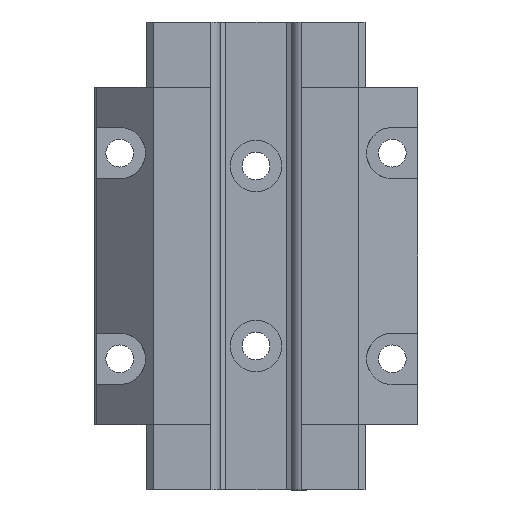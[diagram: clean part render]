
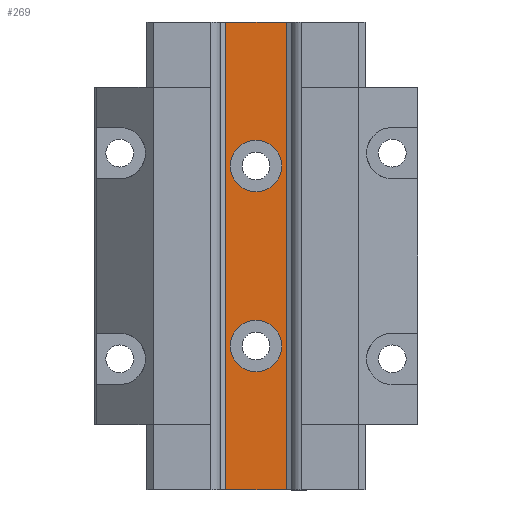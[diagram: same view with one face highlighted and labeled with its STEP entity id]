
A CAD part, front view. The second image highlights one B-rep face of the part: STEP entity #269.
In plain terms, the highlighted planar face has unit normal (0, -1, 0).
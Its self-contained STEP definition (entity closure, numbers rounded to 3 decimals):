
#269 = ADVANCED_FACE ( 'NONE', ( #9845, #9844, #9849 ), #6296, .F. ) ;
#521 = AXIS2_PLACEMENT_3D ( 'NONE', #4909, #4913, #4914 ) ;
#523 = AXIS2_PLACEMENT_3D ( 'NONE', #4906, #4915, #4916 ) ;
#1273 = CARTESIAN_POINT ( 'NONE',  ( -9.038, -9.15, 45.5 ) ) ;
#1275 = CARTESIAN_POINT ( 'NONE',  ( 9.038, -9.15, 45.5 ) ) ;
#1331 = CARTESIAN_POINT ( 'NONE',  ( -9.038, -9.15, -45.5 ) ) ;
#1336 = CARTESIAN_POINT ( 'NONE',  ( 9.038, -9.15, -45.5 ) ) ;
#4856 = CARTESIAN_POINT ( 'NONE',  ( 9.038, -9.15, 45.5 ) ) ;
#4863 = DIRECTION ( 'NONE',  ( 1., 0., 0. ) ) ;
#4902 = CARTESIAN_POINT ( 'NONE',  ( -9.038, -9.15, 54.6 ) ) ;
#4903 = DIRECTION ( 'NONE',  ( 0., 0., 1. ) ) ;
#4904 = CARTESIAN_POINT ( 'NONE',  ( 9.038, -9.15, -45.5 ) ) ;
#4906 = CARTESIAN_POINT ( 'NONE',  ( 0., -9.15, -17.5 ) ) ;
#4907 = CARTESIAN_POINT ( 'NONE',  ( 9.038, -9.15, 54.6 ) ) ;
#4908 = DIRECTION ( 'NONE',  ( 0., 0., -1. ) ) ;
#4909 = CARTESIAN_POINT ( 'NONE',  ( 0., -9.15, 17.5 ) ) ;
#4910 = DIRECTION ( 'NONE',  ( -1., 0., 0. ) ) ;
#4913 = DIRECTION ( 'NONE',  ( 0., -1., 0. ) ) ;
#4914 = DIRECTION ( 'NONE',  ( 0., 0., 1. ) ) ;
#4915 = DIRECTION ( 'NONE',  ( 0., -1., 0. ) ) ;
#4916 = DIRECTION ( 'NONE',  ( 0., 0., 1. ) ) ;
#5133 = VERTEX_POINT ( 'NONE', #5134 ) ;
#5134 = CARTESIAN_POINT ( 'NONE',  ( 0., -9.15, 22.5 ) ) ;
#5135 = VERTEX_POINT ( 'NONE', #5136 ) ;
#5136 = CARTESIAN_POINT ( 'NONE',  ( 0., -9.15, -12.5 ) ) ;
#5212 = VECTOR ( 'NONE', #4863, 1000. ) ;
#5216 = LINE ( 'NONE', #4856, #5212 ) ;
#5241 = LINE ( 'NONE', #4902, #5249 ) ;
#5245 = LINE ( 'NONE', #4904, #5254 ) ;
#5249 = VECTOR ( 'NONE', #4903, 1000. ) ;
#5252 = LINE ( 'NONE', #4907, #5253 ) ;
#5253 = VECTOR ( 'NONE', #4908, 1000. ) ;
#5254 = VECTOR ( 'NONE', #4910, 1000. ) ;
#5259 = CIRCLE ( 'NONE', #521, 5. ) ;
#5261 = CIRCLE ( 'NONE', #523, 5. ) ;
#5681 = VERTEX_POINT ( 'NONE', #1273 ) ;
#5683 = VERTEX_POINT ( 'NONE', #1275 ) ;
#5739 = VERTEX_POINT ( 'NONE', #1331 ) ;
#5744 = VERTEX_POINT ( 'NONE', #1336 ) ;
#6296 = PLANE ( 'NONE',  #7578 ) ;
#6307 = CARTESIAN_POINT ( 'NONE',  ( 9.038, -9.15, 54.6 ) ) ;
#6308 = DIRECTION ( 'NONE',  ( 0., 1., 0. ) ) ;
#6309 = DIRECTION ( 'NONE',  ( 0., 0., 1. ) ) ;
#7394 = EDGE_CURVE ( 'NONE', #5681, #5683, #5216, .T. ) ;
#7412 = EDGE_CURVE ( 'NONE', #5739, #5681, #5241, .T. ) ;
#7414 = EDGE_CURVE ( 'NONE', #5683, #5744, #5252, .T. ) ;
#7415 = EDGE_CURVE ( 'NONE', #5744, #5739, #5245, .T. ) ;
#7417 = EDGE_CURVE ( 'NONE', #5133, #5133, #5259, .T. ) ;
#7418 = EDGE_CURVE ( 'NONE', #5135, #5135, #5261, .T. ) ;
#7578 = AXIS2_PLACEMENT_3D ( 'NONE', #6307, #6308, #6309 ) ;
#8899 = ORIENTED_EDGE ( 'NONE', *, *, #7418, .F. ) ;
#8900 = ORIENTED_EDGE ( 'NONE', *, *, #7417, .F. ) ;
#8901 = ORIENTED_EDGE ( 'NONE', *, *, #7415, .F. ) ;
#8902 = ORIENTED_EDGE ( 'NONE', *, *, #7414, .F. ) ;
#8903 = ORIENTED_EDGE ( 'NONE', *, *, #7394, .F. ) ;
#8904 = ORIENTED_EDGE ( 'NONE', *, *, #7412, .F. ) ;
#9277 = EDGE_LOOP ( 'NONE', ( #8899 ) ) ;
#9301 = EDGE_LOOP ( 'NONE', ( #8900 ) ) ;
#9302 = EDGE_LOOP ( 'NONE', ( #8901, #8902, #8903, #8904 ) ) ;
#9844 = FACE_BOUND ( 'NONE', #9301, .T. ) ;
#9845 = FACE_BOUND ( 'NONE', #9277, .T. ) ;
#9849 = FACE_OUTER_BOUND ( 'NONE', #9302, .T. ) ;
